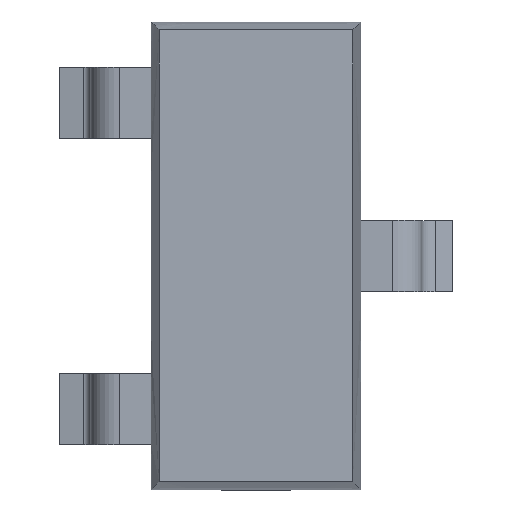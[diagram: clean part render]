
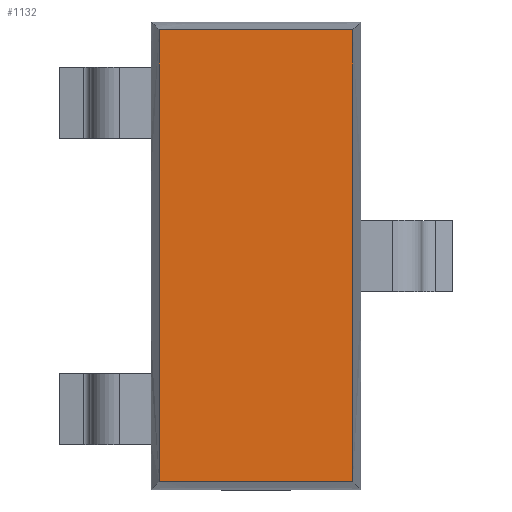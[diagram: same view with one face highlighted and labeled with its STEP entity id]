
A CAD part, top view. The second image highlights one B-rep face of the part: STEP entity #1132.
In plain terms, the highlighted planar face has unit normal (0, 0, 1).
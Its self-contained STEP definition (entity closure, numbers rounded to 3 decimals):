
#85 = EDGE_CURVE ( 'NONE', #2036, #2080, #1732, .T. ) ;
#115 = DIRECTION ( 'NONE',  ( 0., -1., 0. ) ) ;
#193 = ORIENTED_EDGE ( 'NONE', *, *, #1030, .F. ) ;
#236 = EDGE_CURVE ( 'NONE', #468, #464, #1206, .T. ) ;
#316 = CARTESIAN_POINT ( 'NONE',  ( 0.6, -1.4, 1. ) ) ;
#413 = ORIENTED_EDGE ( 'NONE', *, *, #1099, .F. ) ;
#437 = ORIENTED_EDGE ( 'NONE', *, *, #236, .F. ) ;
#464 = VERTEX_POINT ( 'NONE', #493 ) ;
#468 = VERTEX_POINT ( 'NONE', #316 ) ;
#493 = CARTESIAN_POINT ( 'NONE',  ( -0.6, -1.4, 1. ) ) ;
#607 = VECTOR ( 'NONE', #916, 1000. ) ;
#650 = LINE ( 'NONE', #1290, #607 ) ;
#737 = CARTESIAN_POINT ( 'NONE',  ( 0., 1.4, 1. ) ) ;
#797 = CARTESIAN_POINT ( 'NONE',  ( 0., 0., 1. ) ) ;
#844 = DIRECTION ( 'NONE',  ( -1., 0., 0. ) ) ;
#916 = DIRECTION ( 'NONE',  ( 0., 1., 0. ) ) ;
#1030 = EDGE_CURVE ( 'NONE', #2036, #468, #1480, .T. ) ;
#1098 = VECTOR ( 'NONE', #1181, 1000. ) ;
#1099 = EDGE_CURVE ( 'NONE', #464, #2080, #650, .T. ) ;
#1131 = FACE_OUTER_BOUND ( 'NONE', #2004, .T. ) ;
#1132 = ADVANCED_FACE ( 'NONE', ( #1131 ), #1802, .T. ) ;
#1169 = CARTESIAN_POINT ( 'NONE',  ( 0., -1.4, 1. ) ) ;
#1181 = DIRECTION ( 'NONE',  ( -1., 0., 0. ) ) ;
#1206 = LINE ( 'NONE', #1169, #1382 ) ;
#1215 = AXIS2_PLACEMENT_3D ( 'NONE', #797, #1466, #1707 ) ;
#1281 = VECTOR ( 'NONE', #115, 1000. ) ;
#1290 = CARTESIAN_POINT ( 'NONE',  ( -0.6, 0., 1. ) ) ;
#1326 = CARTESIAN_POINT ( 'NONE',  ( 0.6, 1.4, 1. ) ) ;
#1354 = CARTESIAN_POINT ( 'NONE',  ( -0.6, 1.4, 1. ) ) ;
#1382 = VECTOR ( 'NONE', #844, 1000. ) ;
#1466 = DIRECTION ( 'NONE',  ( 0., 0., 1. ) ) ;
#1480 = LINE ( 'NONE', #1804, #1281 ) ;
#1571 = ORIENTED_EDGE ( 'NONE', *, *, #85, .T. ) ;
#1707 = DIRECTION ( 'NONE',  ( 1., 0., 0. ) ) ;
#1732 = LINE ( 'NONE', #737, #1098 ) ;
#1802 = PLANE ( 'NONE',  #1215 ) ;
#1804 = CARTESIAN_POINT ( 'NONE',  ( 0.6, 0., 1. ) ) ;
#2004 = EDGE_LOOP ( 'NONE', ( #1571, #413, #437, #193 ) ) ;
#2036 = VERTEX_POINT ( 'NONE', #1326 ) ;
#2080 = VERTEX_POINT ( 'NONE', #1354 ) ;
